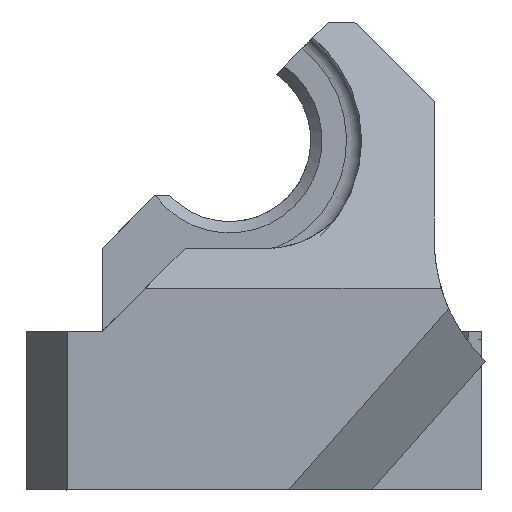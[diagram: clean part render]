
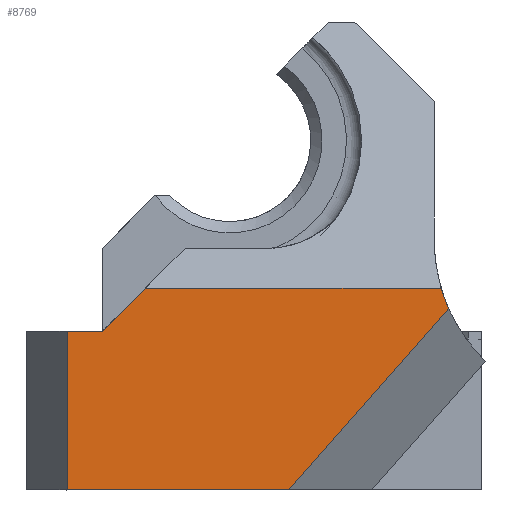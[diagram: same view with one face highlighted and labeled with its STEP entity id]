
A CAD part, left-side view. The second image highlights one B-rep face of the part: STEP entity #8769.
In plain terms, the highlighted planar face has unit normal (-1, 0, 0).
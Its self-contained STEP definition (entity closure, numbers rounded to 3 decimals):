
#240=CIRCLE('',#9530,4.5);
#2175=ORIENTED_EDGE('',*,*,#4047,.T.);
#2176=ORIENTED_EDGE('',*,*,#3986,.T.);
#2177=ORIENTED_EDGE('',*,*,#4036,.T.);
#2178=ORIENTED_EDGE('',*,*,#4048,.T.);
#2179=ORIENTED_EDGE('',*,*,#4049,.T.);
#2180=ORIENTED_EDGE('',*,*,#4050,.T.);
#2181=ORIENTED_EDGE('',*,*,#4051,.F.);
#3986=EDGE_CURVE('',#5035,#5034,#240,.F.);
#4036=EDGE_CURVE('',#5034,#5077,#5881,.T.);
#4047=EDGE_CURVE('',#5084,#5035,#5888,.T.);
#4048=EDGE_CURVE('',#5077,#5085,#5889,.F.);
#4049=EDGE_CURVE('',#5085,#5086,#5890,.T.);
#4050=EDGE_CURVE('',#5086,#5087,#5891,.T.);
#4051=EDGE_CURVE('',#5084,#5087,#5892,.T.);
#5034=VERTEX_POINT('',#14258);
#5035=VERTEX_POINT('',#14260);
#5077=VERTEX_POINT('',#14385);
#5084=VERTEX_POINT('',#14406);
#5085=VERTEX_POINT('',#14408);
#5086=VERTEX_POINT('',#14410);
#5087=VERTEX_POINT('',#14412);
#5881=LINE('',#14384,#6808);
#5888=LINE('',#14405,#6815);
#5889=LINE('',#14407,#6816);
#5890=LINE('',#14409,#6817);
#5891=LINE('',#14411,#6818);
#5892=LINE('',#14413,#6819);
#6808=VECTOR('',#11343,1000.);
#6815=VECTOR('',#11364,1000.);
#6816=VECTOR('',#11365,1000.);
#6817=VECTOR('',#11366,1000.);
#6818=VECTOR('',#11367,1000.);
#6819=VECTOR('',#11368,1000.);
#7500=EDGE_LOOP('',(#2175,#2176,#2177,#2178,#2179,#2180,#2181));
#7991=FACE_BOUND('',#7500,.T.);
#8351=PLANE('',#9557);
#8769=ADVANCED_FACE('',(#7991),#8351,.T.);
#9530=AXIS2_PLACEMENT_3D('',#14259,#11275,#11276);
#9557=AXIS2_PLACEMENT_3D('',#14404,#11362,#11363);
#11275=DIRECTION('',(-1.,0.,0.));
#11276=DIRECTION('',(0.,0.,1.));
#11343=DIRECTION('',(0.,1.,0.));
#11362=DIRECTION('',(-1.,0.,0.));
#11363=DIRECTION('',(0.,0.,1.));
#11364=DIRECTION('',(0.,-0.662,0.75));
#11365=DIRECTION('',(0.,-0.707,0.707));
#11366=DIRECTION('',(0.,1.,0.));
#11367=DIRECTION('',(0.,0.,-1.));
#11368=DIRECTION('',(0.,1.,0.));
#14258=CARTESIAN_POINT('',(18.922,-7.22,-194.65));
#14259=CARTESIAN_POINT('',(18.922,-11.537,-193.38));
#14260=CARTESIAN_POINT('',(18.922,-7.421,-195.199));
#14384=CARTESIAN_POINT('',(18.922,-0.81,-194.65));
#14385=CARTESIAN_POINT('',(18.922,0.615,-194.65));
#14404=CARTESIAN_POINT('',(18.922,-0.81,-187.6));
#14405=CARTESIAN_POINT('',(18.922,-8.297,-194.206));
#14406=CARTESIAN_POINT('',(18.922,-3.184,-200.));
#14407=CARTESIAN_POINT('',(18.922,-3.622,-190.413));
#14408=CARTESIAN_POINT('',(18.922,1.765,-195.8));
#14409=CARTESIAN_POINT('',(18.922,-0.81,-195.8));
#14410=CARTESIAN_POINT('',(18.922,2.694,-195.8));
#14411=CARTESIAN_POINT('',(18.922,2.694,-187.6));
#14412=CARTESIAN_POINT('',(18.922,2.694,-200.));
#14413=CARTESIAN_POINT('',(18.922,-0.81,-200.));
